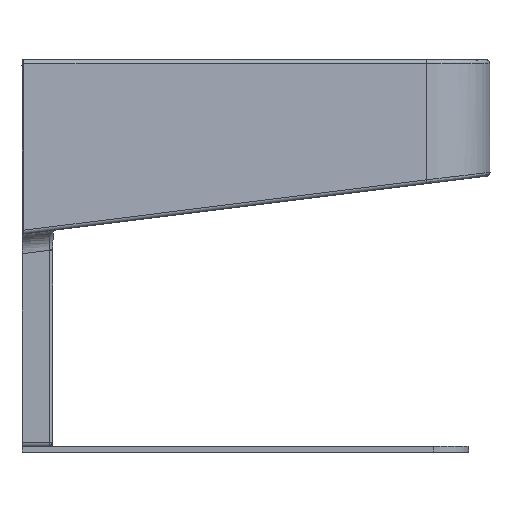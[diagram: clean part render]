
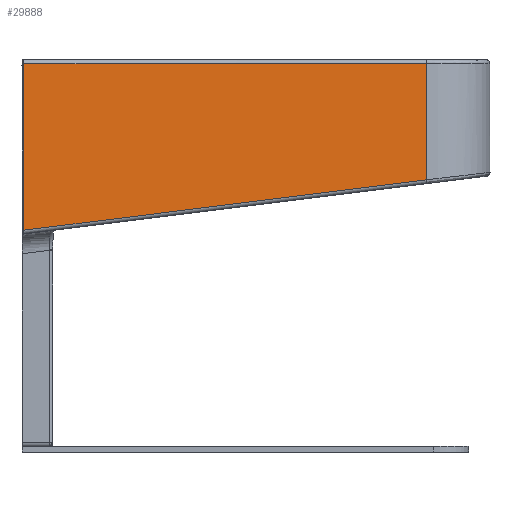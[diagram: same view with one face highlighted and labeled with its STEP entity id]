
A CAD part, left-side view. The second image highlights one B-rep face of the part: STEP entity #29888.
In plain terms, the highlighted face is planar.
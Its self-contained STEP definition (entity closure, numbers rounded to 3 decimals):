
#859 = ORIENTED_EDGE ( 'NONE', *, *, #4835, .F. ) ;
#3322 = LINE ( 'NONE', #17464, #40779 ) ;
#4139 = AXIS2_PLACEMENT_3D ( 'NONE', #30492, #19812, #33376 ) ;
#4634 = CARTESIAN_POINT ( 'NONE',  ( 6319.45, -600., 1. ) ) ;
#4835 = EDGE_CURVE ( 'NONE', #19743, #22271, #16870, .T. ) ;
#4854 = CARTESIAN_POINT ( 'NONE',  ( 6319.494, -599.5, 44.066 ) ) ;
#16870 = LINE ( 'NONE', #30660, #29642 ) ;
#16942 = CARTESIAN_POINT ( 'NONE',  ( 6310.389, -703.569, 1. ) ) ;
#17464 = CARTESIAN_POINT ( 'NONE',  ( 6310.389, -703.569, 31.057 ) ) ;
#19743 = VERTEX_POINT ( 'NONE', #4854 ) ;
#19812 = DIRECTION ( 'NONE',  ( -0.996, 0.087, 0. ) ) ;
#19821 = EDGE_CURVE ( 'NONE', #37552, #32242, #42355, .T. ) ;
#20233 = FACE_OUTER_BOUND ( 'NONE', #39101, .T. ) ;
#22271 = VERTEX_POINT ( 'NONE', #32898 ) ;
#22576 = EDGE_CURVE ( 'NONE', #32242, #19743, #3322, .T. ) ;
#22863 = CARTESIAN_POINT ( 'NONE',  ( 6310.389, -703.569, 31.057 ) ) ;
#23623 = EDGE_CURVE ( 'NONE', #22271, #37552, #25238, .T. ) ;
#23753 = VECTOR ( 'NONE', #38799, 1000. ) ;
#25234 = CARTESIAN_POINT ( 'NONE',  ( 6310.389, -703.569, 0. ) ) ;
#25238 = LINE ( 'NONE', #4634, #23753 ) ;
#29642 = VECTOR ( 'NONE', #30236, 1000. ) ;
#29888 = ADVANCED_FACE ( 'NONE', ( #20233 ), #43148, .F. ) ;
#30236 = DIRECTION ( 'NONE',  ( 0., 0., -1. ) ) ;
#30492 = CARTESIAN_POINT ( 'NONE',  ( 6319.45, -600., 0. ) ) ;
#30660 = CARTESIAN_POINT ( 'NONE',  ( 6319.494, -599.5, 0. ) ) ;
#30877 = ORIENTED_EDGE ( 'NONE', *, *, #19821, .F. ) ;
#30969 = ORIENTED_EDGE ( 'NONE', *, *, #22576, .F. ) ;
#32242 = VERTEX_POINT ( 'NONE', #22863 ) ;
#32898 = CARTESIAN_POINT ( 'NONE',  ( 6319.494, -599.5, 1. ) ) ;
#33376 = DIRECTION ( 'NONE',  ( -0.087, -0.996, 0. ) ) ;
#34151 = DIRECTION ( 'NONE',  ( 0.086, 0.989, 0.124 ) ) ;
#36419 = VECTOR ( 'NONE', #38797, 1000. ) ;
#37552 = VERTEX_POINT ( 'NONE', #16942 ) ;
#38797 = DIRECTION ( 'NONE',  ( 0., 0., 1. ) ) ;
#38799 = DIRECTION ( 'NONE',  ( -0.087, -0.996, 0. ) ) ;
#39101 = EDGE_LOOP ( 'NONE', ( #859, #30969, #30877, #39334 ) ) ;
#39334 = ORIENTED_EDGE ( 'NONE', *, *, #23623, .F. ) ;
#40779 = VECTOR ( 'NONE', #34151, 1000. ) ;
#42355 = LINE ( 'NONE', #25234, #36419 ) ;
#43148 = PLANE ( 'NONE',  #4139 ) ;
